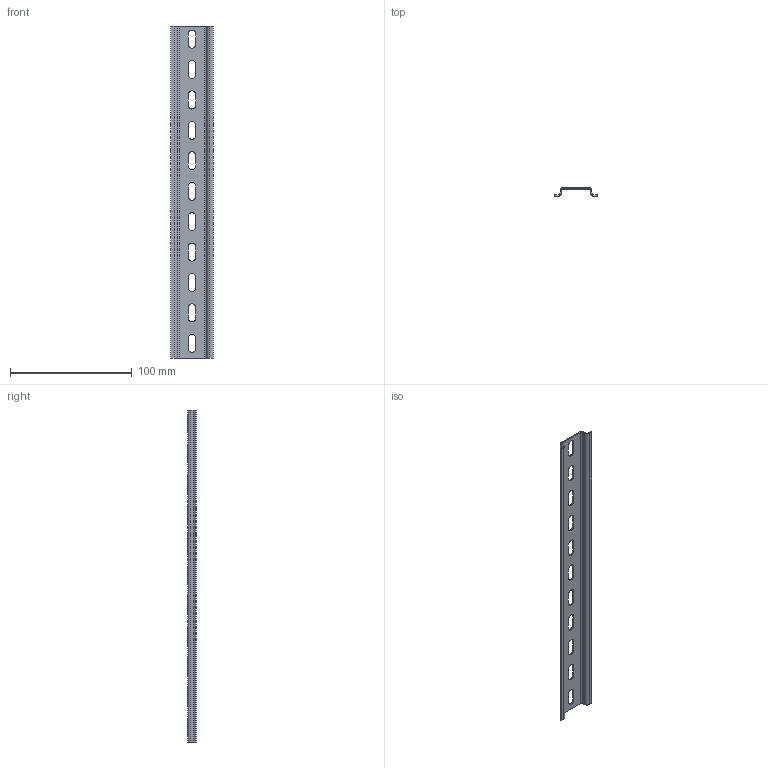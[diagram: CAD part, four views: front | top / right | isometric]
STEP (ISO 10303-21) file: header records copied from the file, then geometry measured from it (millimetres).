
FILE_DESCRIPTION (( 'STEP AP214' ), '1' );
FILE_NAME ('DIN12-P10.STEP', '2019-02-22T16:33:14', ( '' ), ( '' ), 'SwSTEP 2.0', 'SolidWorks 2018', '' );
FILE_SCHEMA (( 'AUTOMOTIVE_DESIGN' ));
Length unit declared in the file: inch
Products named in the file (1): DIN12-P10
Bounding box: 35.23 x 7.17 x 273.05 mm (x, y, z)
Volume: 11171.3 mm3; surface area: 23047 mm2
Topology: 1 solids, 1 shells, 66 faces, 192 edges, 128 vertices
Faces by surface type: plane 36, cylinder 30
Entity records: 2280 total; most frequent: CARTESIAN_POINT 387, DIRECTION 386, ORIENTED_EDGE 384, EDGE_CURVE 192, VECTOR 132, LINE 132, VERTEX_POINT 128, AXIS2_PLACEMENT_3D 127
